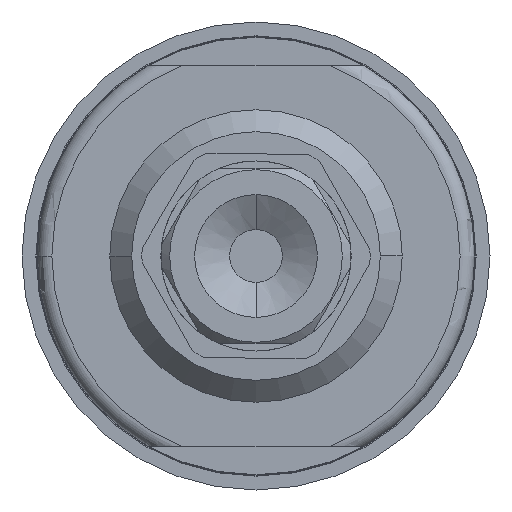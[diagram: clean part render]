
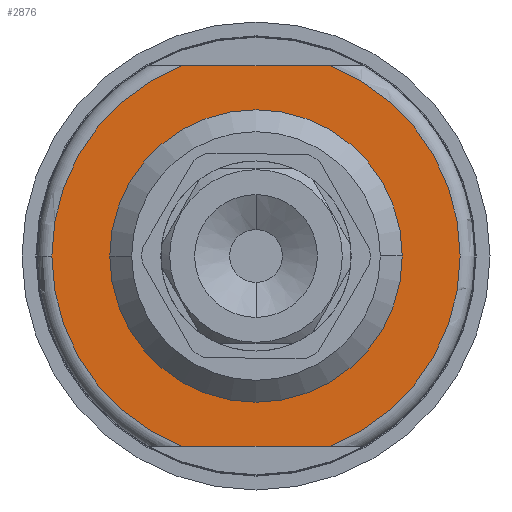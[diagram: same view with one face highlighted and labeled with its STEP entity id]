
A CAD part, front view. The second image highlights one B-rep face of the part: STEP entity #2876.
In plain terms, the highlighted planar face has unit normal (0, -1, 0).
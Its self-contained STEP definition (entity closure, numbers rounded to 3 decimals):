
#46 = DIRECTION ( 'NONE',  ( 0., 1., 0. ) ) ;
#89 = VECTOR ( 'NONE', #3313, 1000. ) ;
#123 = VERTEX_POINT ( 'NONE', #3748 ) ;
#150 = CARTESIAN_POINT ( 'NONE',  ( -2.544, -47., 6.5 ) ) ;
#151 = CARTESIAN_POINT ( 'NONE',  ( 0., -47., -4.18 ) ) ;
#188 = VERTEX_POINT ( 'NONE', #2971 ) ;
#191 = DIRECTION ( 'NONE',  ( -1., 0., 0. ) ) ;
#239 = VERTEX_POINT ( 'NONE', #150 ) ;
#308 = LINE ( 'NONE', #3236, #89 ) ;
#454 = EDGE_LOOP ( 'NONE', ( #2221, #3845, #3866, #3490, #4621 ) ) ;
#592 = DIRECTION ( 'NONE',  ( 0., -1., 0. ) ) ;
#606 = EDGE_CURVE ( 'Defeature ausgef�hrt2_23+Defeature ausgef�hrt2_1+Defeature ausgef�hrt2_2+Defeature ausgef�hrt2_3', #239, #123, #4478, .T. ) ;
#768 = CARTESIAN_POINT ( 'NONE',  ( 0., -47., 0. ) ) ;
#790 = CARTESIAN_POINT ( 'NONE',  ( -6.98, -47., 0. ) ) ;
#858 = DIRECTION ( 'NONE',  ( -1., 0., 0. ) ) ;
#866 = DIRECTION ( 'NONE',  ( 1., 0., 0. ) ) ;
#943 = CIRCLE ( 'NONE', #2337, 6.98 ) ;
#978 = CARTESIAN_POINT ( 'NONE',  ( 0., -47., 4.18 ) ) ;
#981 = ORIENTED_EDGE ( 'NONE', *, *, #2554, .T. ) ;
#1222 = DIRECTION ( 'NONE',  ( 0., -1., 0. ) ) ;
#1554 = AXIS2_PLACEMENT_3D ( 'NONE', #3189, #2049, #191 ) ;
#1555 = PLANE ( 'NONE',  #3329 ) ;
#1619 = FACE_BOUND ( 'NONE', #4154, .T. ) ;
#1667 = CARTESIAN_POINT ( 'NONE',  ( 7.48, -47., 6.5 ) ) ;
#1726 = CIRCLE ( 'NONE', #4390, 6.98 ) ;
#1793 = EDGE_CURVE ( 'Defeature ausgef�hrt2_1+Defeature ausgef�hrt2_2+Defeature ausgef�hrt2_23+Defeature ausgef�hrt2_21', #239, #2163, #1726, .T. ) ;
#1858 = EDGE_CURVE ( 'Defeature ausgef�hrt2_1+Defeature ausgef�hrt2_2+Defeature ausgef�hrt2_23+Defeature ausgef�hrt2_21', #2163, #4277, #943, .T. ) ;
#2049 = DIRECTION ( 'NONE',  ( 0., -1., 0. ) ) ;
#2120 = CARTESIAN_POINT ( 'NONE',  ( -2.544, -47., -6.5 ) ) ;
#2163 = VERTEX_POINT ( 'NONE', #790 ) ;
#2218 = DIRECTION ( 'NONE',  ( 0., 1., 0. ) ) ;
#2221 = ORIENTED_EDGE ( 'NONE', *, *, #606, .F. ) ;
#2337 = AXIS2_PLACEMENT_3D ( 'NONE', #2813, #592, #2431 ) ;
#2395 = CIRCLE ( 'NONE', #1554, 6.98 ) ;
#2431 = DIRECTION ( 'NONE',  ( -1., 0., 0. ) ) ;
#2554 = EDGE_CURVE ( 'Defeature ausgef�hrt2_1+Defeature ausgef�hrt2_15+Defeature ausgef�hrt2_15+Defeature ausgef�hrt2_15', #3614, #4557, #4233, .T. ) ;
#2618 = CARTESIAN_POINT ( 'NONE',  ( 0., -47., 0. ) ) ;
#2641 = EDGE_CURVE ( 'Defeature ausgef�hrt2_1+Defeature ausgef�hrt2_15+Defeature ausgef�hrt2_15+Defeature ausgef�hrt2_15', #4557, #3614, #3549, .T. ) ;
#2813 = CARTESIAN_POINT ( 'NONE',  ( 0., -47., 0. ) ) ;
#2876 = ADVANCED_FACE ( 'Defeature ausgef�hrt2_1', ( #1619, #3081 ), #1555, .F. ) ;
#2877 = AXIS2_PLACEMENT_3D ( 'NONE', #4032, #46, #3052 ) ;
#2932 = VECTOR ( 'NONE', #866, 1000. ) ;
#2971 = CARTESIAN_POINT ( 'NONE',  ( 2.544, -47., -6.5 ) ) ;
#3052 = DIRECTION ( 'NONE',  ( 0., 0., 1. ) ) ;
#3081 = FACE_OUTER_BOUND ( 'NONE', #454, .T. ) ;
#3097 = AXIS2_PLACEMENT_3D ( 'NONE', #2618, #2218, #3659 ) ;
#3189 = CARTESIAN_POINT ( 'NONE',  ( 0., -47., 0. ) ) ;
#3236 = CARTESIAN_POINT ( 'NONE',  ( 7.48, -47., -6.5 ) ) ;
#3313 = DIRECTION ( 'NONE',  ( -1., 0., 0. ) ) ;
#3329 = AXIS2_PLACEMENT_3D ( 'NONE', #4550, #4480, #3770 ) ;
#3490 = ORIENTED_EDGE ( 'NONE', *, *, #4107, .F. ) ;
#3549 = CIRCLE ( 'NONE', #3097, 4.18 ) ;
#3612 = ORIENTED_EDGE ( 'NONE', *, *, #2641, .T. ) ;
#3614 = VERTEX_POINT ( 'NONE', #151 ) ;
#3659 = DIRECTION ( 'NONE',  ( 0., 0., 1. ) ) ;
#3748 = CARTESIAN_POINT ( 'NONE',  ( 2.544, -47., 6.5 ) ) ;
#3770 = DIRECTION ( 'NONE',  ( -1., 0., 0. ) ) ;
#3845 = ORIENTED_EDGE ( 'NONE', *, *, #1793, .T. ) ;
#3866 = ORIENTED_EDGE ( 'NONE', *, *, #1858, .T. ) ;
#4032 = CARTESIAN_POINT ( 'NONE',  ( 0., -47., 0. ) ) ;
#4107 = EDGE_CURVE ( 'Defeature ausgef�hrt2_21+Defeature ausgef�hrt2_1+Defeature ausgef�hrt2_3+Defeature ausgef�hrt2_2', #188, #4277, #308, .T. ) ;
#4154 = EDGE_LOOP ( 'NONE', ( #3612, #981 ) ) ;
#4233 = CIRCLE ( 'NONE', #2877, 4.18 ) ;
#4277 = VERTEX_POINT ( 'NONE', #2120 ) ;
#4390 = AXIS2_PLACEMENT_3D ( 'NONE', #768, #1222, #858 ) ;
#4478 = LINE ( 'NONE', #1667, #2932 ) ;
#4480 = DIRECTION ( 'NONE',  ( 0., 1., 0. ) ) ;
#4550 = CARTESIAN_POINT ( 'NONE',  ( 7.48, -47., 0. ) ) ;
#4557 = VERTEX_POINT ( 'NONE', #978 ) ;
#4602 = EDGE_CURVE ( 'Defeature ausgef�hrt2_1+Defeature ausgef�hrt2_3+Defeature ausgef�hrt2_21+Defeature ausgef�hrt2_23', #188, #123, #2395, .T. ) ;
#4621 = ORIENTED_EDGE ( 'NONE', *, *, #4602, .T. ) ;
